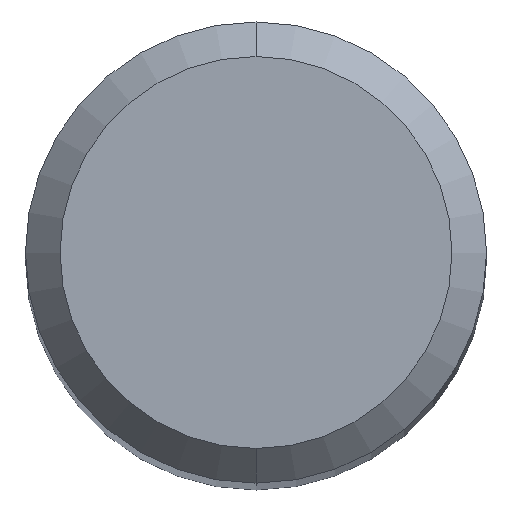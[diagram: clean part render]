
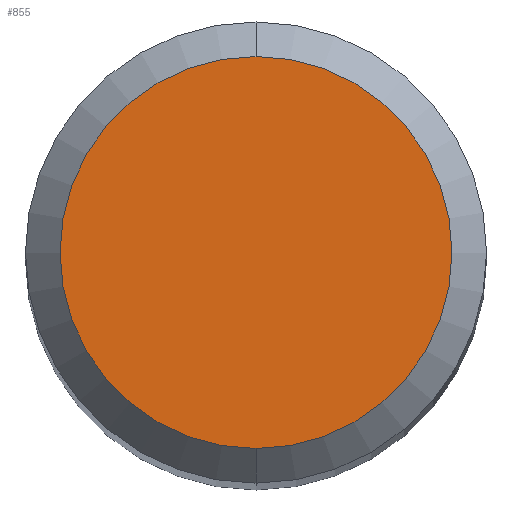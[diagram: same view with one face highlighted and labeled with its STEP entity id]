
A CAD part, top view. The second image highlights one B-rep face of the part: STEP entity #855.
In plain terms, the highlighted planar face has unit normal (0, 0, 1).
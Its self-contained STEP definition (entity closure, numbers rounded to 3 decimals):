
#383=VERTEX_POINT('',#1063);
#533=EDGE_CURVE('',#383,#545,#1230,.T.);
#545=VERTEX_POINT('',#1242);
#801=EDGE_CURVE('',#545,#383,#1525,.T.);
#855=ADVANCED_FACE('',(#1584),#1585,.T.);
#1063=CARTESIAN_POINT('',(0.,-1.7,0.0));
#1230=CIRCLE('',#2900,1.7);
#1242=CARTESIAN_POINT('',(0.0,1.7,0.0));
#1525=CIRCLE('',#4223,1.7);
#1584=FACE_OUTER_BOUND('',#4618,.T.);
#1585=PLANE('',#4619);
#2900=AXIS2_PLACEMENT_3D('',#5797,#5798,#5799);
#4223=AXIS2_PLACEMENT_3D('',#6141,#6142,#6143);
#4618=EDGE_LOOP('',(#6198,#6199));
#4619=AXIS2_PLACEMENT_3D('',#6200,#6201,#6202);
#5797=CARTESIAN_POINT('',(0.0,0.0,0.0));
#5798=DIRECTION('',(0.0,0.0,-1.0));
#5799=DIRECTION('',(0.0,1.0,0.0));
#6141=CARTESIAN_POINT('',(0.0,0.0,0.0));
#6142=DIRECTION('',(0.0,0.0,-1.0));
#6143=DIRECTION('',(0.0,1.0,0.0));
#6198=ORIENTED_EDGE('',*,*,#801,.F.);
#6199=ORIENTED_EDGE('',*,*,#533,.F.);
#6200=CARTESIAN_POINT('',(0.0,0.85,0.0));
#6201=DIRECTION('',(-0.0,0.0,1.0));
#6202=DIRECTION('',(0.0,-1.0,0.0));
